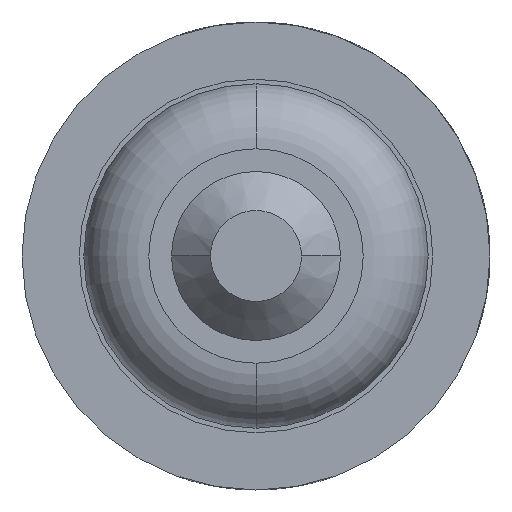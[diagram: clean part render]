
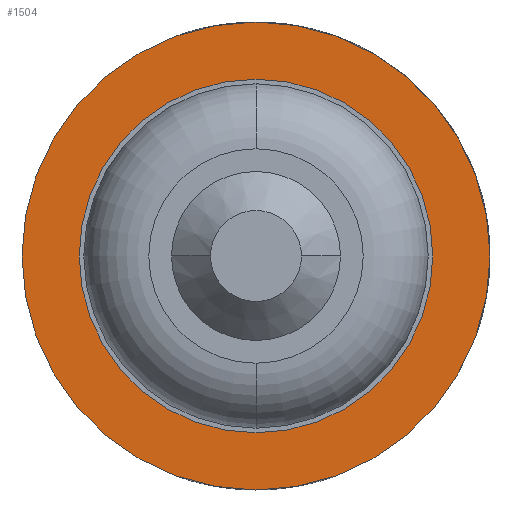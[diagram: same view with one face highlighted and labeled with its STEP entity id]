
A CAD part, front view. The second image highlights one B-rep face of the part: STEP entity #1504.
In plain terms, the highlighted planar face has unit normal (0, -1, 0).
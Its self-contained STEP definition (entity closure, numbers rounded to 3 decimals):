
#306 = DIRECTION ( 'NONE',  ( 0., 1., 0. ) ) ;
#311 = EDGE_CURVE ( 'Defeature ausgef�hrt2_5+Defeature ausgef�hrt2_4+Defeature ausgef�hrt2_4+Defeature ausgef�hrt2_4', #4072, #1756, #1592, .T. ) ;
#434 = CARTESIAN_POINT ( 'NONE',  ( 0., -7., -1.8 ) ) ;
#444 = ORIENTED_EDGE ( 'NONE', *, *, #2705, .F. ) ;
#573 = ORIENTED_EDGE ( 'NONE', *, *, #311, .T. ) ;
#606 = CARTESIAN_POINT ( 'NONE',  ( 0., -7., 0. ) ) ;
#709 = DIRECTION ( 'NONE',  ( 0., 0., 1. ) ) ;
#897 = AXIS2_PLACEMENT_3D ( 'NONE', #606, #1318, #2287 ) ;
#1019 = AXIS2_PLACEMENT_3D ( 'NONE', #3302, #306, #3964 ) ;
#1143 = CARTESIAN_POINT ( 'NONE',  ( -1.8, -7., 0. ) ) ;
#1318 = DIRECTION ( 'NONE',  ( 0., 1., 0. ) ) ;
#1385 = DIRECTION ( 'NONE',  ( 0., 1., 0. ) ) ;
#1477 = CIRCLE ( 'NONE', #3575, 1.325 ) ;
#1504 = ADVANCED_FACE ( 'Defeature ausgef�hrt2_5', ( #2152, #2410 ), #3966, .T. ) ;
#1570 = CARTESIAN_POINT ( 'NONE',  ( 0., -7., -1.325 ) ) ;
#1592 = CIRCLE ( 'NONE', #1957, 1.325 ) ;
#1733 = DIRECTION ( 'NONE',  ( 0., 0., 1. ) ) ;
#1756 = VERTEX_POINT ( 'NONE', #2080 ) ;
#1957 = AXIS2_PLACEMENT_3D ( 'NONE', #4040, #1385, #709 ) ;
#1986 = VERTEX_POINT ( 'NONE', #434 ) ;
#2014 = DIRECTION ( 'NONE',  ( 0., 1., 0. ) ) ;
#2080 = CARTESIAN_POINT ( 'NONE',  ( 0., -7., 1.325 ) ) ;
#2152 = FACE_BOUND ( 'NONE', #3134, .T. ) ;
#2287 = DIRECTION ( 'NONE',  ( 0., 0., 1. ) ) ;
#2402 = ORIENTED_EDGE ( 'NONE', *, *, #3174, .F. ) ;
#2410 = FACE_OUTER_BOUND ( 'NONE', #3659, .T. ) ;
#2447 = CIRCLE ( 'NONE', #897, 1.8 ) ;
#2584 = DIRECTION ( 'NONE',  ( 0., 0., -1. ) ) ;
#2705 = EDGE_CURVE ( 'Defeature ausgef�hrt2_0+Defeature ausgef�hrt2_5+Defeature ausgef�hrt2_5+Defeature ausgef�hrt2_5', #1986, #3651, #3854, .T. ) ;
#3134 = EDGE_LOOP ( 'NONE', ( #3765, #573 ) ) ;
#3174 = EDGE_CURVE ( 'Defeature ausgef�hrt2_0+Defeature ausgef�hrt2_5+Defeature ausgef�hrt2_5+Defeature ausgef�hrt2_5', #3651, #1986, #2447, .T. ) ;
#3302 = CARTESIAN_POINT ( 'NONE',  ( 0., -7., 0. ) ) ;
#3308 = EDGE_CURVE ( 'Defeature ausgef�hrt2_5+Defeature ausgef�hrt2_4+Defeature ausgef�hrt2_4+Defeature ausgef�hrt2_4', #1756, #4072, #1477, .T. ) ;
#3337 = AXIS2_PLACEMENT_3D ( 'NONE', #1143, #4197, #2584 ) ;
#3575 = AXIS2_PLACEMENT_3D ( 'NONE', #3997, #2014, #1733 ) ;
#3581 = CARTESIAN_POINT ( 'NONE',  ( 0., -7., 1.8 ) ) ;
#3651 = VERTEX_POINT ( 'NONE', #3581 ) ;
#3659 = EDGE_LOOP ( 'NONE', ( #2402, #444 ) ) ;
#3765 = ORIENTED_EDGE ( 'NONE', *, *, #3308, .T. ) ;
#3854 = CIRCLE ( 'NONE', #1019, 1.8 ) ;
#3964 = DIRECTION ( 'NONE',  ( 0., 0., 1. ) ) ;
#3966 = PLANE ( 'NONE',  #3337 ) ;
#3997 = CARTESIAN_POINT ( 'NONE',  ( 0., -7., 0. ) ) ;
#4040 = CARTESIAN_POINT ( 'NONE',  ( 0., -7., 0. ) ) ;
#4072 = VERTEX_POINT ( 'NONE', #1570 ) ;
#4197 = DIRECTION ( 'NONE',  ( 0., -1., 0. ) ) ;
